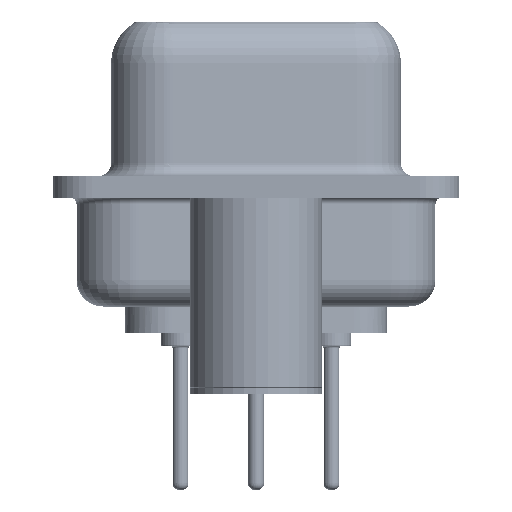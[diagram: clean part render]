
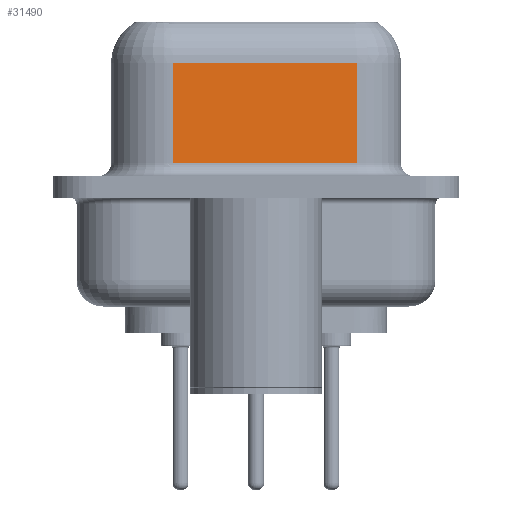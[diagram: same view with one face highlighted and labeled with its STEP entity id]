
A CAD part, left-side view. The second image highlights one B-rep face of the part: STEP entity #31490.
In plain terms, the highlighted planar face has unit normal (-0.985, -0.174, 0).
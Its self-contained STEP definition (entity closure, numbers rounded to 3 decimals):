
#532 = DIRECTION ( 'NONE',  ( 0., 0., -1. ) ) ;
#3388 = DIRECTION ( 'NONE',  ( 0.985, 0.174, 0. ) ) ;
#3550 = CARTESIAN_POINT ( 'NONE',  ( 5.647, -3.797, 6.4 ) ) ;
#3696 = DIRECTION ( 'NONE',  ( -0.174, 0.985, 0. ) ) ;
#4208 = CARTESIAN_POINT ( 'NONE',  ( 5.647, -3.797, 4.65 ) ) ;
#4289 = VECTOR ( 'NONE', #9077, 1000. ) ;
#4305 = ORIENTED_EDGE ( 'NONE', *, *, #8773, .T. ) ;
#6576 = VECTOR ( 'NONE', #532, 1000. ) ;
#8498 = DIRECTION ( 'NONE',  ( -0.174, 0.985, 0. ) ) ;
#8611 = CARTESIAN_POINT ( 'NONE',  ( 5.647, -3.797, 4.65 ) ) ;
#8773 = EDGE_CURVE ( 'NONE', #10521, #12133, #11647, .T. ) ;
#9077 = DIRECTION ( 'NONE',  ( 0.174, -0.985, 0. ) ) ;
#9400 = DIRECTION ( 'NONE',  ( 0., 0., -1. ) ) ;
#9730 = ORIENTED_EDGE ( 'NONE', *, *, #19298, .T. ) ;
#9864 = VECTOR ( 'NONE', #3696, 1000. ) ;
#9903 = CARTESIAN_POINT ( 'NONE',  ( 4.43, 3.103, 6.4 ) ) ;
#10521 = VERTEX_POINT ( 'NONE', #13407 ) ;
#11003 = VERTEX_POINT ( 'NONE', #8611 ) ;
#11647 = LINE ( 'NONE', #32402, #4289 ) ;
#12039 = EDGE_LOOP ( 'NONE', ( #12515, #17725, #9730, #4305 ) ) ;
#12133 = VERTEX_POINT ( 'NONE', #22106 ) ;
#12515 = ORIENTED_EDGE ( 'NONE', *, *, #18558, .F. ) ;
#13407 = CARTESIAN_POINT ( 'NONE',  ( 4.43, 3.103, 0.9 ) ) ;
#15856 = VECTOR ( 'NONE', #9400, 1000. ) ;
#17167 = LINE ( 'NONE', #4208, #9864 ) ;
#17725 = ORIENTED_EDGE ( 'NONE', *, *, #24367, .T. ) ;
#18558 = EDGE_CURVE ( 'NONE', #11003, #12133, #23857, .T. ) ;
#19298 = EDGE_CURVE ( 'NONE', #21263, #10521, #25229, .T. ) ;
#21259 = PLANE ( 'NONE',  #33262 ) ;
#21263 = VERTEX_POINT ( 'NONE', #32393 ) ;
#21965 = FACE_OUTER_BOUND ( 'NONE', #12039, .T. ) ;
#22106 = CARTESIAN_POINT ( 'NONE',  ( 5.647, -3.797, 0.9 ) ) ;
#23689 = CARTESIAN_POINT ( 'NONE',  ( 5.647, -3.797, 6.4 ) ) ;
#23857 = LINE ( 'NONE', #23689, #6576 ) ;
#24367 = EDGE_CURVE ( 'NONE', #11003, #21263, #17167, .T. ) ;
#25229 = LINE ( 'NONE', #9903, #15856 ) ;
#31490 = ADVANCED_FACE ( 'NONE', ( #21965 ), #21259, .F. ) ;
#32393 = CARTESIAN_POINT ( 'NONE',  ( 4.43, 3.103, 4.65 ) ) ;
#32402 = CARTESIAN_POINT ( 'NONE',  ( 5.647, -3.797, 0.9 ) ) ;
#33262 = AXIS2_PLACEMENT_3D ( 'NONE', #3550, #3388, #8498 ) ;
